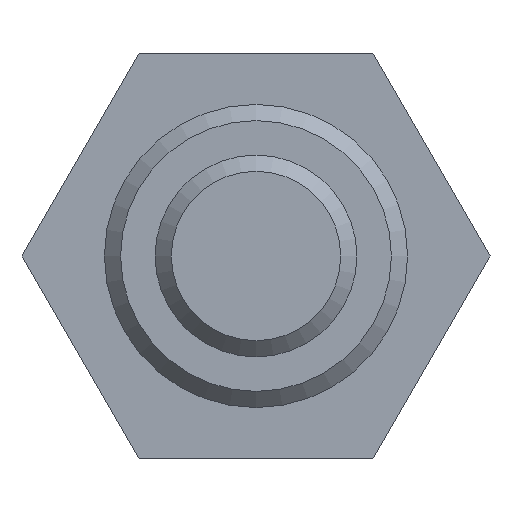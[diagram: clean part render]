
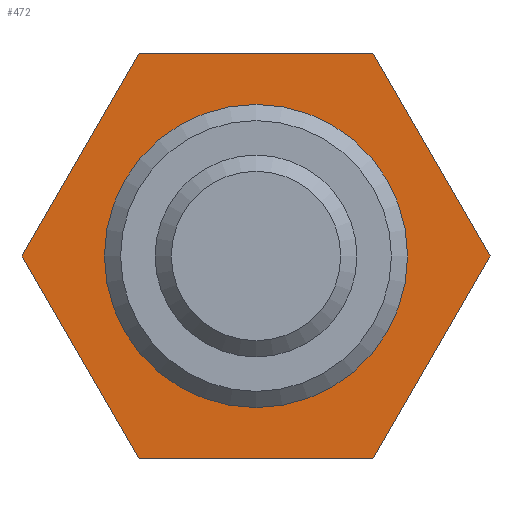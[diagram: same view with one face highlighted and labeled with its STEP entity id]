
A CAD part, front view. The second image highlights one B-rep face of the part: STEP entity #472.
In plain terms, the highlighted planar face has unit normal (0, -1, 0).
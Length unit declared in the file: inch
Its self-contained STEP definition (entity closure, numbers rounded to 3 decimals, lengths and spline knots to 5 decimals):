
#18=LINE('',#682,#66);
#21=LINE('',#688,#69);
#24=LINE('',#694,#72);
#27=LINE('',#700,#75);
#30=LINE('',#706,#78);
#33=LINE('',#710,#81);
#66=VECTOR('',#561,0.28868);
#69=VECTOR('',#566,0.28868);
#72=VECTOR('',#571,0.28868);
#75=VECTOR('',#576,0.28868);
#78=VECTOR('',#581,0.28868);
#81=VECTOR('',#586,0.28868);
#118=PLANE('',#511);
#143=FACE_BOUND('',#193,.T.);
#158=FACE_OUTER_BOUND('',#192,.T.);
#192=EDGE_LOOP('',(#350,#351,#352,#353,#354,#355));
#193=EDGE_LOOP('',(#356));
#221=CIRCLE('',#504,0.187);
#229=VERTEX_POINT('',#673);
#232=VERTEX_POINT('',#679);
#233=VERTEX_POINT('',#681);
#235=VERTEX_POINT('',#687);
#237=VERTEX_POINT('',#693);
#239=VERTEX_POINT('',#699);
#241=VERTEX_POINT('',#705);
#267=EDGE_CURVE('',#229,#229,#221,.T.);
#270=EDGE_CURVE('',#232,#233,#18,.T.);
#273=EDGE_CURVE('',#233,#235,#21,.T.);
#276=EDGE_CURVE('',#235,#237,#24,.T.);
#279=EDGE_CURVE('',#237,#239,#27,.T.);
#282=EDGE_CURVE('',#239,#241,#30,.T.);
#285=EDGE_CURVE('',#241,#232,#33,.T.);
#350=ORIENTED_EDGE('',*,*,#270,.F.);
#351=ORIENTED_EDGE('',*,*,#285,.F.);
#352=ORIENTED_EDGE('',*,*,#282,.F.);
#353=ORIENTED_EDGE('',*,*,#279,.F.);
#354=ORIENTED_EDGE('',*,*,#276,.F.);
#355=ORIENTED_EDGE('',*,*,#273,.F.);
#356=ORIENTED_EDGE('',*,*,#267,.T.);
#472=ADVANCED_FACE('',(#158,#143),#118,.F.);
#504=AXIS2_PLACEMENT_3D('',#674,#555,#556);
#511=AXIS2_PLACEMENT_3D('',#711,#587,#588);
#555=DIRECTION('center_axis',(0.,1.,0.));
#556=DIRECTION('ref_axis',(1.,0.,0.));
#561=DIRECTION('',(0.5,0.,0.866));
#566=DIRECTION('',(1.,0.,0.));
#571=DIRECTION('',(0.5,0.,-0.866));
#576=DIRECTION('',(-0.5,0.,-0.866));
#581=DIRECTION('',(-1.,0.,0.));
#586=DIRECTION('',(-0.5,0.,0.866));
#587=DIRECTION('center_axis',(0.,1.,0.));
#588=DIRECTION('ref_axis',(0.,0.,1.));
#673=CARTESIAN_POINT('',(-1.50815,-1.,-0.46926));
#674=CARTESIAN_POINT('Origin',(-1.50815,-1.,-0.65626));
#679=CARTESIAN_POINT('',(-1.79683,-1.,-0.65626));
#681=CARTESIAN_POINT('',(-1.65249,-1.,-0.40626));
#682=CARTESIAN_POINT('',(-1.79683,-1.,-0.65626));
#687=CARTESIAN_POINT('',(-1.36382,-1.,-0.40626));
#688=CARTESIAN_POINT('',(-1.65249,-1.,-0.40626));
#693=CARTESIAN_POINT('',(-1.21948,-1.,-0.65626));
#694=CARTESIAN_POINT('',(-1.36382,-1.,-0.40626));
#699=CARTESIAN_POINT('',(-1.36382,-1.,-0.90626));
#700=CARTESIAN_POINT('',(-1.21948,-1.,-0.65626));
#705=CARTESIAN_POINT('',(-1.65249,-1.,-0.90626));
#706=CARTESIAN_POINT('',(-1.36382,-1.,-0.90626));
#710=CARTESIAN_POINT('',(-1.65249,-1.,-0.90626));
#711=CARTESIAN_POINT('Origin',(-1.50815,-1.,-0.15626));
